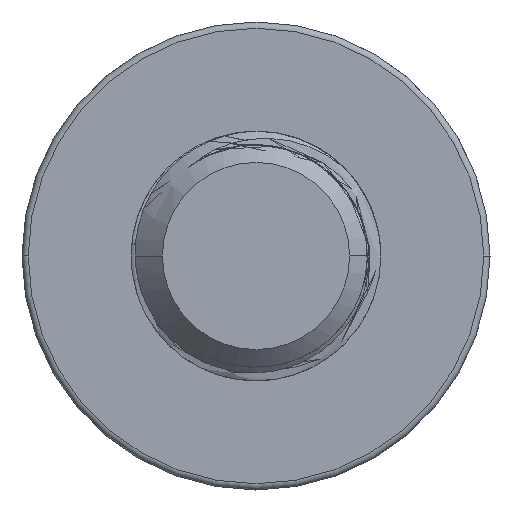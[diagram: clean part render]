
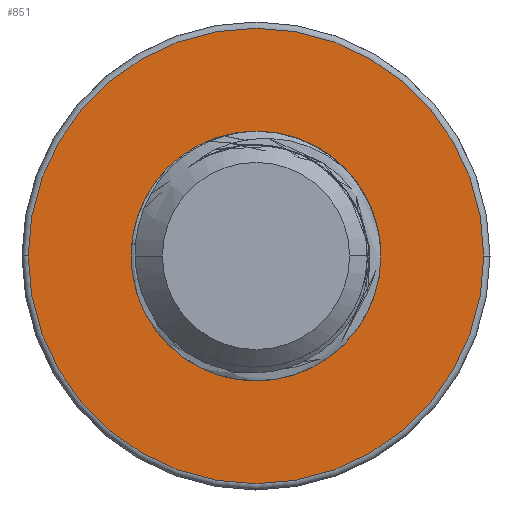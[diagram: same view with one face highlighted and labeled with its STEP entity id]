
A CAD part, left-side view. The second image highlights one B-rep face of the part: STEP entity #851.
In plain terms, the highlighted planar face has unit normal (-1, 0, 0).
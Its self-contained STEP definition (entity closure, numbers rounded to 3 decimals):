
#851 = ADVANCED_FACE ( 'NONE', ( #9186, #9963 ), #9076, .F. ) ;
#1214 = VERTEX_POINT ( 'NONE', #2039 ) ;
#1317 = EDGE_CURVE ( 'NONE', #7651, #1214, #8150, .T. ) ;
#1696 = DIRECTION ( 'NONE',  ( 0., -1., 0. ) ) ;
#2039 = CARTESIAN_POINT ( 'NONE',  ( 14.993, 7.236, 0. ) ) ;
#3169 = EDGE_CURVE ( 'NONE', #5284, #8803, #9001, .T. ) ;
#3615 = CARTESIAN_POINT ( 'NONE',  ( 14.993, -0.064, 0. ) ) ;
#3640 = DIRECTION ( 'NONE',  ( 0., -1., 0. ) ) ;
#3779 = CARTESIAN_POINT ( 'NONE',  ( 14.993, -4.064, 0. ) ) ;
#4124 = ORIENTED_EDGE ( 'NONE', *, *, #3169, .F. ) ;
#4150 = AXIS2_PLACEMENT_3D ( 'NONE', #11079, #5083, #1696 ) ;
#4399 = DIRECTION ( 'NONE',  ( 0., -1., 0. ) ) ;
#4822 = CIRCLE ( 'NONE', #7316, 7.3 ) ;
#5083 = DIRECTION ( 'NONE',  ( -1., 0., 0. ) ) ;
#5091 = ORIENTED_EDGE ( 'NONE', *, *, #9627, .F. ) ;
#5253 = DIRECTION ( 'NONE',  ( -1., 0., 0. ) ) ;
#5284 = VERTEX_POINT ( 'NONE', #3779 ) ;
#5610 = ORIENTED_EDGE ( 'NONE', *, *, #1317, .T. ) ;
#5777 = EDGE_CURVE ( 'NONE', #1214, #7651, #4822, .T. ) ;
#6124 = AXIS2_PLACEMENT_3D ( 'NONE', #6445, #7117, #3640 ) ;
#6404 = DIRECTION ( 'NONE',  ( 0., -1., 0. ) ) ;
#6445 = CARTESIAN_POINT ( 'NONE',  ( 14.993, -0.064, 0. ) ) ;
#6460 = DIRECTION ( 'NONE',  ( -1., 0., 0. ) ) ;
#7117 = DIRECTION ( 'NONE',  ( -1., 0., 0. ) ) ;
#7185 = CARTESIAN_POINT ( 'NONE',  ( 14.993, -0.064, 0. ) ) ;
#7316 = AXIS2_PLACEMENT_3D ( 'NONE', #7185, #6460, #6404 ) ;
#7378 = DIRECTION ( 'NONE',  ( 1., 0., 0. ) ) ;
#7651 = VERTEX_POINT ( 'NONE', #7799 ) ;
#7799 = CARTESIAN_POINT ( 'NONE',  ( 14.993, -7.364, 0. ) ) ;
#7861 = EDGE_LOOP ( 'NONE', ( #4124, #5091 ) ) ;
#8061 = CARTESIAN_POINT ( 'NONE',  ( 14.993, -2.893, -2.828 ) ) ;
#8150 = CIRCLE ( 'NONE', #10662, 7.3 ) ;
#8282 = ORIENTED_EDGE ( 'NONE', *, *, #5777, .T. ) ;
#8803 = VERTEX_POINT ( 'NONE', #8061 ) ;
#9001 = CIRCLE ( 'NONE', #4150, 4. ) ;
#9076 = PLANE ( 'NONE',  #10298 ) ;
#9186 = FACE_BOUND ( 'NONE', #7861, .T. ) ;
#9627 = EDGE_CURVE ( 'NONE', #8803, #5284, #10220, .T. ) ;
#9855 = DIRECTION ( 'NONE',  ( 0., 1., 0. ) ) ;
#9963 = FACE_OUTER_BOUND ( 'NONE', #10880, .T. ) ;
#10220 = CIRCLE ( 'NONE', #6124, 4. ) ;
#10298 = AXIS2_PLACEMENT_3D ( 'NONE', #10867, #7378, #9855 ) ;
#10662 = AXIS2_PLACEMENT_3D ( 'NONE', #3615, #5253, #4399 ) ;
#10867 = CARTESIAN_POINT ( 'NONE',  ( 14.993, 3.936, 0. ) ) ;
#10880 = EDGE_LOOP ( 'NONE', ( #5610, #8282 ) ) ;
#11079 = CARTESIAN_POINT ( 'NONE',  ( 14.993, -0.064, 0. ) ) ;
